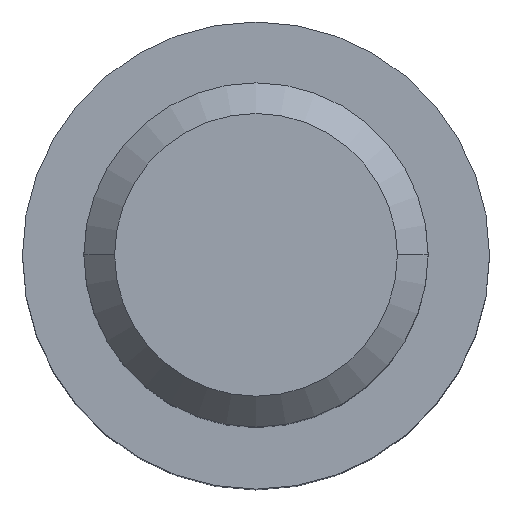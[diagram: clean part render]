
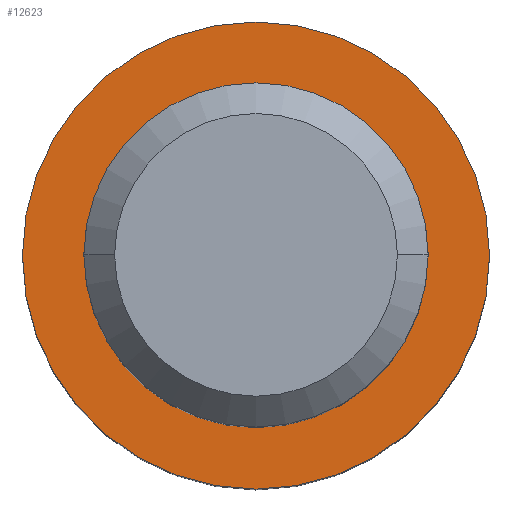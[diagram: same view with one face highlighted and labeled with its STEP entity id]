
A CAD part, top view. The second image highlights one B-rep face of the part: STEP entity #12623.
In plain terms, the highlighted planar face has unit normal (0, 0, 1).
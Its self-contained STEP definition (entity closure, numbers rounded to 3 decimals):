
#30 = DIRECTION ( 'NONE',  ( 1., 0., 0. ) ) ;
#55 = FACE_BOUND ( 'NONE', #4547, .T. ) ;
#894 = VERTEX_POINT ( 'NONE', #8698 ) ;
#1038 = ORIENTED_EDGE ( 'NONE', *, *, #7745, .T. ) ;
#1397 = AXIS2_PLACEMENT_3D ( 'NONE', #7988, #1728, #9049 ) ;
#1728 = DIRECTION ( 'NONE',  ( 0., 0., 1. ) ) ;
#1981 = DIRECTION ( 'NONE',  ( 0., 0., 1. ) ) ;
#2062 = DIRECTION ( 'NONE',  ( 0., 0., 1. ) ) ;
#2087 = CIRCLE ( 'NONE', #2757, 3.8 ) ;
#2757 = AXIS2_PLACEMENT_3D ( 'NONE', #4983, #12274, #6029 ) ;
#2957 = EDGE_CURVE ( 'NONE', #4851, #10853, #5585, .T. ) ;
#4344 = EDGE_LOOP ( 'NONE', ( #1038, #4985 ) ) ;
#4390 = CARTESIAN_POINT ( 'NONE',  ( 0., 0., 8. ) ) ;
#4547 = EDGE_LOOP ( 'NONE', ( #10591, #5791 ) ) ;
#4742 = CIRCLE ( 'NONE', #5069, 3.8 ) ;
#4851 = VERTEX_POINT ( 'NONE', #12302 ) ;
#4983 = CARTESIAN_POINT ( 'NONE',  ( 0., 0., 8. ) ) ;
#4985 = ORIENTED_EDGE ( 'NONE', *, *, #11423, .T. ) ;
#5069 = AXIS2_PLACEMENT_3D ( 'NONE', #8239, #1981, #9299 ) ;
#5449 = VERTEX_POINT ( 'NONE', #6499 ) ;
#5450 = DIRECTION ( 'NONE',  ( 1., 0., 0. ) ) ;
#5585 = CIRCLE ( 'NONE', #1397, 2.8 ) ;
#5791 = ORIENTED_EDGE ( 'NONE', *, *, #7915, .F. ) ;
#6029 = DIRECTION ( 'NONE',  ( 1., 0., 0. ) ) ;
#6178 = PLANE ( 'NONE',  #12233 ) ;
#6264 = CARTESIAN_POINT ( 'NONE',  ( 0., 0., 8. ) ) ;
#6499 = CARTESIAN_POINT ( 'NONE',  ( 3.8, 0., 8. ) ) ;
#7745 = EDGE_CURVE ( 'NONE', #894, #5449, #2087, .T. ) ;
#7915 = EDGE_CURVE ( 'NONE', #10853, #4851, #8813, .T. ) ;
#7988 = CARTESIAN_POINT ( 'NONE',  ( 0., 0., 8. ) ) ;
#8239 = CARTESIAN_POINT ( 'NONE',  ( 0., 0., 8. ) ) ;
#8376 = AXIS2_PLACEMENT_3D ( 'NONE', #4390, #11684, #5450 ) ;
#8698 = CARTESIAN_POINT ( 'NONE',  ( -3.8, 0., 8. ) ) ;
#8813 = CIRCLE ( 'NONE', #8376, 2.8 ) ;
#9049 = DIRECTION ( 'NONE',  ( 1., 0., 0. ) ) ;
#9299 = DIRECTION ( 'NONE',  ( 1., 0., 0. ) ) ;
#10591 = ORIENTED_EDGE ( 'NONE', *, *, #2957, .F. ) ;
#10853 = VERTEX_POINT ( 'NONE', #11826 ) ;
#11423 = EDGE_CURVE ( 'NONE', #5449, #894, #4742, .T. ) ;
#11684 = DIRECTION ( 'NONE',  ( 0., 0., 1. ) ) ;
#11826 = CARTESIAN_POINT ( 'NONE',  ( 2.8, 0., 8. ) ) ;
#12233 = AXIS2_PLACEMENT_3D ( 'NONE', #6264, #2062, #30 ) ;
#12274 = DIRECTION ( 'NONE',  ( 0., 0., 1. ) ) ;
#12302 = CARTESIAN_POINT ( 'NONE',  ( -2.8, 0., 8. ) ) ;
#12623 = ADVANCED_FACE ( 'NONE', ( #13270, #55 ), #6178, .T. ) ;
#13270 = FACE_OUTER_BOUND ( 'NONE', #4344, .T. ) ;
